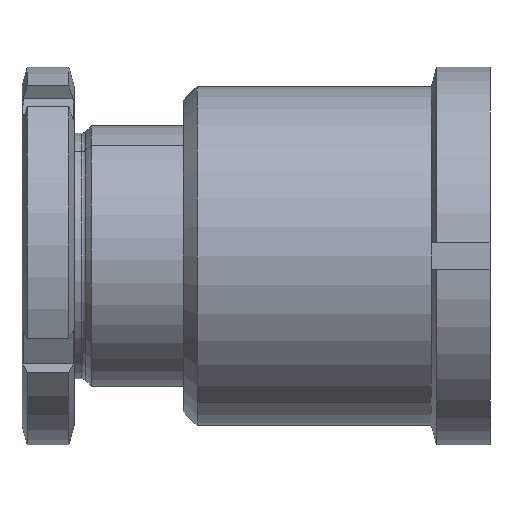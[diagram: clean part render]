
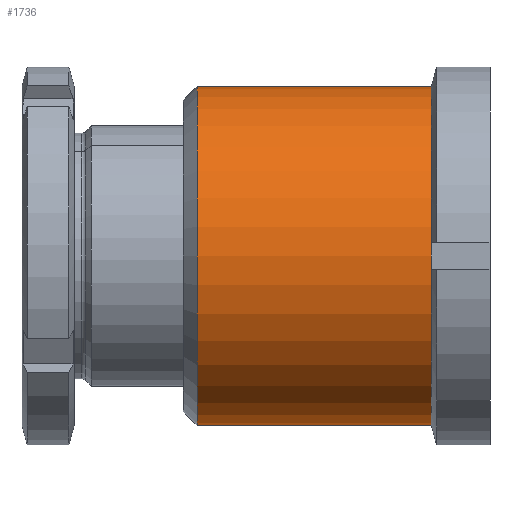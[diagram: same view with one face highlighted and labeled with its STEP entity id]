
A CAD part, left-side view. The second image highlights one B-rep face of the part: STEP entity #1736.
In plain terms, the highlighted cylindrical face has radius 26 mm (diameter 52 mm), a partial arc.
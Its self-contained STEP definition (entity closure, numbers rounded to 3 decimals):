
#26 = AXIS2_PLACEMENT_3D ( 'NONE', #1487, #2156, #2865 ) ;
#57 = EDGE_LOOP ( 'NONE', ( #612, #448, #1068, #1506, #2688 ) ) ;
#150 = CARTESIAN_POINT ( 'NONE',  ( 0., -38., 26. ) ) ;
#206 = CARTESIAN_POINT ( 'NONE',  ( 0., -38., 0. ) ) ;
#238 = CARTESIAN_POINT ( 'NONE',  ( 0., 10.447, -26. ) ) ;
#242 = AXIS2_PLACEMENT_3D ( 'NONE', #2743, #685, #2516 ) ;
#415 = AXIS2_PLACEMENT_3D ( 'NONE', #500, #2319, #1167 ) ;
#446 = DIRECTION ( 'NONE',  ( 0., 0., 1. ) ) ;
#448 = ORIENTED_EDGE ( 'NONE', *, *, #1241, .T. ) ;
#500 = CARTESIAN_POINT ( 'NONE',  ( 0., -38., 0. ) ) ;
#612 = ORIENTED_EDGE ( 'NONE', *, *, #1256, .F. ) ;
#676 = VERTEX_POINT ( 'NONE', #1338 ) ;
#685 = DIRECTION ( 'NONE',  ( 0., -1., 0. ) ) ;
#862 = DIRECTION ( 'NONE',  ( 0., 1., 0. ) ) ;
#904 = DIRECTION ( 'NONE',  ( 0., 1., 0. ) ) ;
#905 = VECTOR ( 'NONE', #904, 1000. ) ;
#1064 = VERTEX_POINT ( 'NONE', #2012 ) ;
#1068 = ORIENTED_EDGE ( 'NONE', *, *, #1513, .T. ) ;
#1133 = CYLINDRICAL_SURFACE ( 'NONE', #26, 26. ) ;
#1167 = DIRECTION ( 'NONE',  ( 0., 0., 1. ) ) ;
#1223 = EDGE_CURVE ( 'NONE', #1431, #676, #2189, .T. ) ;
#1241 = EDGE_CURVE ( 'NONE', #1064, #1367, #1602, .T. ) ;
#1256 = EDGE_CURVE ( 'NONE', #1064, #676, #1800, .T. ) ;
#1288 = VECTOR ( 'NONE', #2057, 1000. ) ;
#1338 = CARTESIAN_POINT ( 'NONE',  ( 0., -2.1, -26. ) ) ;
#1362 = AXIS2_PLACEMENT_3D ( 'NONE', #206, #862, #446 ) ;
#1367 = VERTEX_POINT ( 'NONE', #1957 ) ;
#1431 = VERTEX_POINT ( 'NONE', #1733 ) ;
#1487 = CARTESIAN_POINT ( 'NONE',  ( 0., 10.447, 0. ) ) ;
#1506 = ORIENTED_EDGE ( 'NONE', *, *, #1533, .T. ) ;
#1513 = EDGE_CURVE ( 'NONE', #1367, #1813, #2653, .T. ) ;
#1533 = EDGE_CURVE ( 'NONE', #1813, #1431, #1581, .T. ) ;
#1581 = LINE ( 'NONE', #2502, #1288 ) ;
#1602 = CIRCLE ( 'NONE', #415, 26. ) ;
#1733 = CARTESIAN_POINT ( 'NONE',  ( 0., -2.1, 26. ) ) ;
#1736 = ADVANCED_FACE ( 'NONE', ( #2796 ), #1133, .T. ) ;
#1800 = LINE ( 'NONE', #238, #905 ) ;
#1813 = VERTEX_POINT ( 'NONE', #150 ) ;
#1957 = CARTESIAN_POINT ( 'NONE',  ( -26., -38., 0. ) ) ;
#2012 = CARTESIAN_POINT ( 'NONE',  ( 0., -38., -26. ) ) ;
#2057 = DIRECTION ( 'NONE',  ( 0., 1., 0. ) ) ;
#2156 = DIRECTION ( 'NONE',  ( 0., 1., 0. ) ) ;
#2189 = CIRCLE ( 'NONE', #242, 26. ) ;
#2319 = DIRECTION ( 'NONE',  ( 0., 1., 0. ) ) ;
#2502 = CARTESIAN_POINT ( 'NONE',  ( 0., 10.447, 26. ) ) ;
#2516 = DIRECTION ( 'NONE',  ( 0., 0., -1. ) ) ;
#2653 = CIRCLE ( 'NONE', #1362, 26. ) ;
#2688 = ORIENTED_EDGE ( 'NONE', *, *, #1223, .T. ) ;
#2743 = CARTESIAN_POINT ( 'NONE',  ( 0., -2.1, 0. ) ) ;
#2796 = FACE_OUTER_BOUND ( 'NONE', #57, .T. ) ;
#2865 = DIRECTION ( 'NONE',  ( 0., 0., 1. ) ) ;
